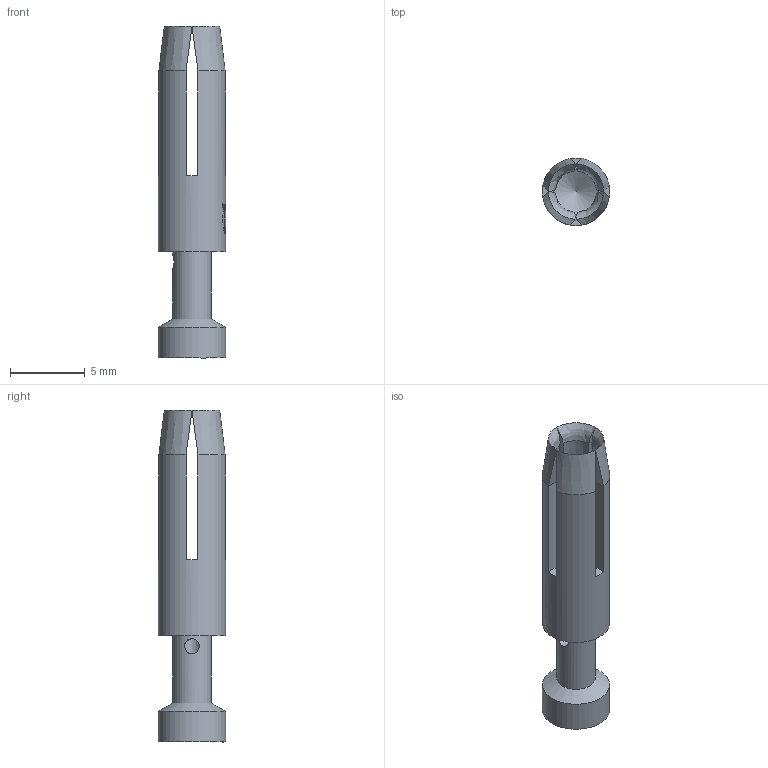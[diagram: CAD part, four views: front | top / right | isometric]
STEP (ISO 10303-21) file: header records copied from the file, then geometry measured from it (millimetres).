
FILE_DESCRIPTION(/* description */ (''),/* implementation_level */ '2;1');
FILE_NAME(/* name */ '100733013ugm000_a.stp',/* time_stamp */ '2017-09-28T17:16:39+02:00',/* author */ (''),/* organization */ (''),/* preprocessor_version */ 'ST-DEVELOPER v16',/* originating_system */ 'SIEMENS PLM Software NX 10.0',/* authorisation */ '');
FILE_SCHEMA (('AUTOMOTIVE_DESIGN { 1 0 10303 214 3 1 1 1 }'));
Length unit declared in the file: millimetre
Products named in the file (1): 100733013ugm000_a
Bounding box: 4.5 x 4.5 x 22.2 mm (x, y, z)
Surface area: 456.3 mm2 (no closed solid volume)
Topology: 0 solids, 1 shells, 144 faces, 386 edges, 253 vertices
Faces by surface type: plane 96, cylinder 31, cone 11, bspline 4, extrusion 2
Full cylindrical faces by diameter (mm): 0.22 x1, 0.26 x1, 1 x1, 1.15 x1, 2.6 x1, 3.05 x1, 4.5 x2
Entity records: 6126 total; most frequent: CARTESIAN_POINT 1650, DIRECTION 709, ORIENTED_EDGE 696, EDGE_CURVE 348, AXIS2_PLACEMENT_3D 263, VERTEX_POINT 234, VECTOR 183, LINE 181
